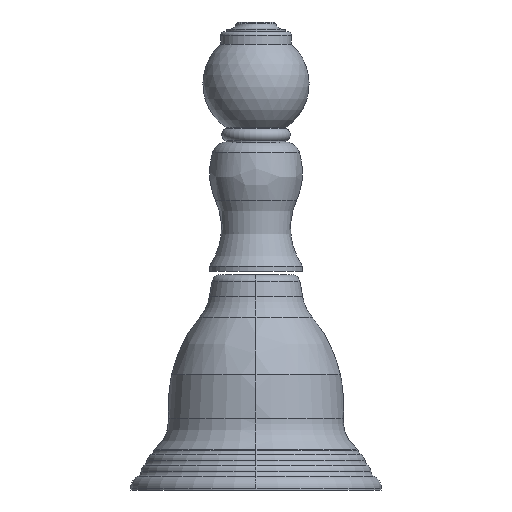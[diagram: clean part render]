
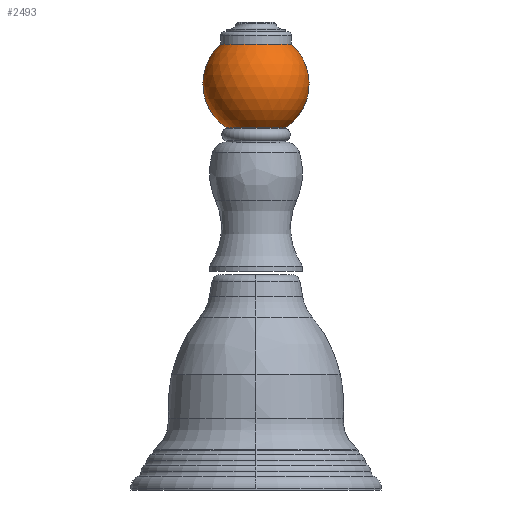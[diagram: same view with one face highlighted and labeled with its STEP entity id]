
A CAD part, left-side view. The second image highlights one B-rep face of the part: STEP entity #2493.
In plain terms, the highlighted spherical face has radius 12.573 mm.
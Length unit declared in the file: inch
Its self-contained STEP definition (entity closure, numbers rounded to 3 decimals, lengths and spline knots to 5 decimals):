
#1952=CARTESIAN_POINT('',(-3.125,0.,3.7875));
#1953=DIRECTION('',(1.,0.,0.));
#1954=DIRECTION('',(0.,0.565,-0.825));
#1955=AXIS2_PLACEMENT_3D('',#1952,#1953,#1954);
#1957=CARTESIAN_POINT('',(-3.125,0.,3.7875));
#1958=DIRECTION('',(-1.,0.,0.));
#1959=DIRECTION('',(0.,-0.565,-0.825));
#1960=AXIS2_PLACEMENT_3D('',#1957,#1958,#1959);
#1962=CARTESIAN_POINT('',(-3.125,0.,3.37897));
#1963=DIRECTION('',(0.,0.,1.));
#1964=DIRECTION('',(0.,1.,0.));
#1965=AXIS2_PLACEMENT_3D('',#1962,#1963,#1964);
#1975=CARTESIAN_POINT('',(-3.125,0.,4.156));
#1976=DIRECTION('',(0.,0.,1.));
#1977=DIRECTION('',(0.,1.,0.));
#1978=AXIS2_PLACEMENT_3D('',#1975,#1976,#1977);
#2050=CARTESIAN_POINT('',(-3.125,0.27952,3.37897));
#2051=VERTEX_POINT('',#2050);
#2052=CARTESIAN_POINT('',(-3.125,0.3305,4.156));
#2053=VERTEX_POINT('',#2052);
#2082=CARTESIAN_POINT('',(-3.125,-0.27952,3.37897));
#2083=VERTEX_POINT('',#2082);
#2084=CARTESIAN_POINT('',(-3.125,-0.3305,4.156));
#2085=VERTEX_POINT('',#2084);
#2481=CARTESIAN_POINT('',(-3.125,0.,3.7875));
#2482=DIRECTION('',(0.,0.,-1.));
#2483=DIRECTION('',(0.,-1.,0.));
#2484=AXIS2_PLACEMENT_3D('',#2481,#2482,#2483);
#2485=SPHERICAL_SURFACE('',#2484,0.495);
#2486=ORIENTED_EDGE('',*,*,#2246,.T.);
#2488=ORIENTED_EDGE('',*,*,#2487,.T.);
#2489=ORIENTED_EDGE('',*,*,#2249,.F.);
#2490=ORIENTED_EDGE('',*,*,#2474,.F.);
#2491=EDGE_LOOP('',(#2486,#2488,#2489,#2490));
#2492=FACE_OUTER_BOUND('',#2491,.F.);
#2493=ADVANCED_FACE('',(#2492),#2485,.T.);
#1956=CIRCLE('',#1955,0.495);
#1961=CIRCLE('',#1960,0.495);
#1966=CIRCLE('',#1965,0.27952);
#1979=CIRCLE('',#1978,0.3305);
#2246=EDGE_CURVE('',#2051,#2053,#1956,.T.);
#2249=EDGE_CURVE('',#2083,#2085,#1961,.T.);
#2474=EDGE_CURVE('',#2051,#2083,#1966,.T.);
#2487=EDGE_CURVE('',#2053,#2085,#1979,.T.);
